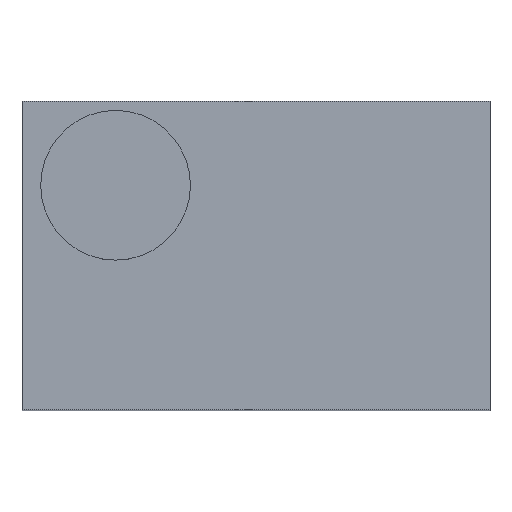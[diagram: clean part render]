
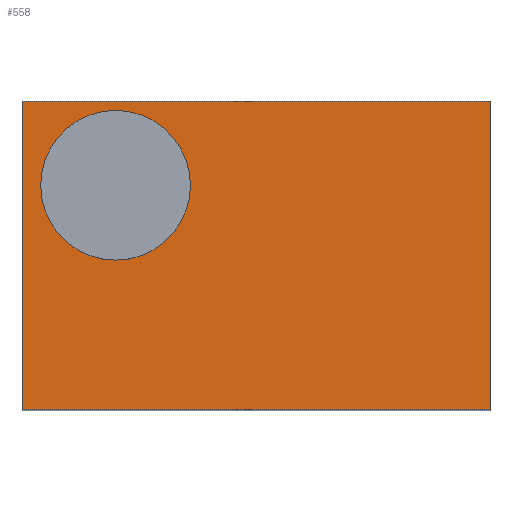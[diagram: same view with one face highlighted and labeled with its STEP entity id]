
A CAD part, top view. The second image highlights one B-rep face of the part: STEP entity #558.
In plain terms, the highlighted planar face has unit normal (0, 0, 1).
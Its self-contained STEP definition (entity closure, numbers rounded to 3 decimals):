
#334=CARTESIAN_POINT('',(5.944,-0.508,8.382));
#333=VERTEX_POINT('',#334);
#344=CARTESIAN_POINT('',(-0.406,-0.508,8.382));
#343=VERTEX_POINT('',#344);
#342=EDGE_CURVE('',#343,#333,#347,.T.);
#347=LINE('',#344,#349);
#349=VECTOR('',#350,6.35);
#350=DIRECTION('',(1.0,0.0,0.0));
#383=CARTESIAN_POINT('',(5.944,3.683,8.382));
#382=VERTEX_POINT('',#383);
#391=EDGE_CURVE('',#333,#382,#396,.T.);
#396=LINE('',#334,#398);
#398=VECTOR('',#399,4.191);
#399=DIRECTION('',(0.0,1.0,0.0));
#432=CARTESIAN_POINT('',(-0.406,3.683,8.382));
#431=VERTEX_POINT('',#432);
#440=EDGE_CURVE('',#382,#431,#445,.T.);
#445=LINE('',#383,#447);
#447=VECTOR('',#448,6.35);
#448=DIRECTION('',(-1.0,0.0,0.0));
#489=EDGE_CURVE('',#431,#343,#494,.T.);
#494=LINE('',#432,#496);
#496=VECTOR('',#497,4.191);
#497=DIRECTION('',(0.0,-1.0,0.0));
#558=ADVANCED_FACE('',(#564),#559,.T.);
#559=PLANE('',#560);
#560=AXIS2_PLACEMENT_3D('',#561,#562,#563);
#561=CARTESIAN_POINT('',(-0.406,-0.508,8.382));
#562=DIRECTION('',(0.0,0.0,1.0));
#563=DIRECTION('',(0.,1.,0.));
#564=FACE_OUTER_BOUND('',#565,.T.);
#565=EDGE_LOOP('',(#566,#576,#586,#596));
#566=ORIENTED_EDGE('',*,*,#342,.T.);
#576=ORIENTED_EDGE('',*,*,#391,.T.);
#586=ORIENTED_EDGE('',*,*,#440,.T.);
#596=ORIENTED_EDGE('',*,*,#489,.T.);
